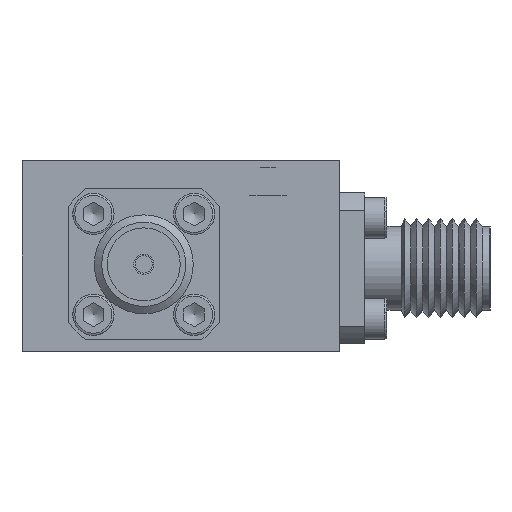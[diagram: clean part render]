
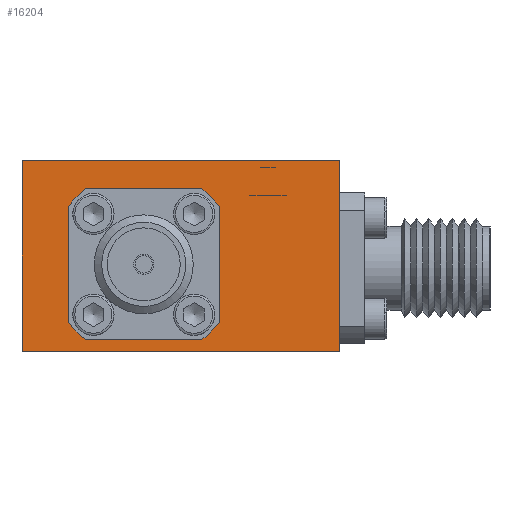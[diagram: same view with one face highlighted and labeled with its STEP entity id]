
A CAD part, left-side view. The second image highlights one B-rep face of the part: STEP entity #16204.
In plain terms, the highlighted planar face has unit normal (-1, 0, 0).
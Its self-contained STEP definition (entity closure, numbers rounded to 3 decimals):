
#758=CIRCLE('',#16840,6.);
#759=CIRCLE('',#16843,6.);
#760=CIRCLE('',#16846,6.);
#761=CIRCLE('',#16849,6.);
#2323=ORIENTED_EDGE('',*,*,#3861,.F.);
#2324=ORIENTED_EDGE('',*,*,#3863,.F.);
#2325=ORIENTED_EDGE('',*,*,#3865,.F.);
#2326=ORIENTED_EDGE('',*,*,#3867,.F.);
#2327=ORIENTED_EDGE('',*,*,#3869,.F.);
#2328=ORIENTED_EDGE('',*,*,#3854,.F.);
#2329=ORIENTED_EDGE('',*,*,#3857,.F.);
#2330=ORIENTED_EDGE('',*,*,#3859,.F.);
#2331=ORIENTED_EDGE('',*,*,#4363,.T.);
#2332=ORIENTED_EDGE('',*,*,#3813,.F.);
#2333=ORIENTED_EDGE('',*,*,#4364,.F.);
#2334=ORIENTED_EDGE('',*,*,#4345,.T.);
#3813=EDGE_CURVE('',#5081,#5082,#6135,.T.);
#3854=EDGE_CURVE('',#5122,#5123,#6143,.T.);
#3857=EDGE_CURVE('',#5124,#5122,#758,.T.);
#3859=EDGE_CURVE('',#5125,#5124,#6147,.T.);
#3861=EDGE_CURVE('',#5126,#5125,#759,.T.);
#3863=EDGE_CURVE('',#5127,#5126,#6150,.T.);
#3865=EDGE_CURVE('',#5128,#5127,#760,.T.);
#3867=EDGE_CURVE('',#5129,#5128,#6153,.T.);
#3869=EDGE_CURVE('',#5123,#5129,#761,.T.);
#4345=EDGE_CURVE('',#5501,#5502,#6395,.T.);
#4363=EDGE_CURVE('',#5502,#5082,#6399,.T.);
#4364=EDGE_CURVE('',#5501,#5081,#6400,.T.);
#5081=VERTEX_POINT('',#21401);
#5082=VERTEX_POINT('',#21402);
#5122=VERTEX_POINT('',#21506);
#5123=VERTEX_POINT('',#21507);
#5124=VERTEX_POINT('',#21512);
#5125=VERTEX_POINT('',#21516);
#5126=VERTEX_POINT('',#21520);
#5127=VERTEX_POINT('',#21524);
#5128=VERTEX_POINT('',#21528);
#5129=VERTEX_POINT('',#21532);
#5501=VERTEX_POINT('',#22932);
#5502=VERTEX_POINT('',#22933);
#6135=LINE('',#21400,#6663);
#6143=LINE('',#21505,#6671);
#6147=LINE('',#21515,#6675);
#6150=LINE('',#21523,#6678);
#6153=LINE('',#21531,#6681);
#6395=LINE('',#22931,#6923);
#6399=LINE('',#22968,#6927);
#6400=LINE('',#22969,#6928);
#6663=VECTOR('',#18148,1000.);
#6671=VECTOR('',#18268,1000.);
#6675=VECTOR('',#18278,1000.);
#6678=VECTOR('',#18287,1000.);
#6681=VECTOR('',#18296,1000.);
#6923=VECTOR('',#19342,1000.);
#6927=VECTOR('',#19376,1000.);
#6928=VECTOR('',#19377,1000.);
#7659=EDGE_LOOP('',(#2323,#2324,#2325,#2326,#2327,#2328,#2329,#2330));
#7660=EDGE_LOOP('',(#2331,#2332,#2333,#2334));
#8965=FACE_BOUND('',#7659,.T.);
#8966=FACE_BOUND('',#7660,.T.);
#9981=PLANE('',#17264);
#16204=ADVANCED_FACE('',(#8965,#8966),#9981,.T.);
#16840=AXIS2_PLACEMENT_3D('',#21511,#18273,#18274);
#16843=AXIS2_PLACEMENT_3D('',#21519,#18282,#18283);
#16846=AXIS2_PLACEMENT_3D('',#21527,#18291,#18292);
#16849=AXIS2_PLACEMENT_3D('',#21535,#18300,#18301);
#17264=AXIS2_PLACEMENT_3D('',#22967,#19374,#19375);
#18148=DIRECTION('',(0.,1.,0.));
#18268=DIRECTION('',(0.,0.,-1.));
#18273=DIRECTION('',(-1.,0.,0.));
#18274=DIRECTION('',(0.,-1.,0.));
#18278=DIRECTION('',(0.,1.,0.));
#18282=DIRECTION('',(-1.,0.,0.));
#18283=DIRECTION('',(0.,-1.,0.));
#18287=DIRECTION('',(0.,0.,1.));
#18291=DIRECTION('',(-1.,0.,0.));
#18292=DIRECTION('',(0.,-1.,0.));
#18296=DIRECTION('',(0.,-1.,0.));
#18300=DIRECTION('',(-1.,0.,0.));
#18301=DIRECTION('',(0.,-1.,0.));
#19342=DIRECTION('',(0.,1.,0.));
#19374=DIRECTION('',(-1.,0.,0.));
#19375=DIRECTION('',(0.,0.,1.));
#19376=DIRECTION('',(0.,0.,-1.));
#19377=DIRECTION('',(0.,0.,-1.));
#21400=CARTESIAN_POINT('',(-62.,-10.,-7.));
#21401=CARTESIAN_POINT('',(-62.,-10.,-7.));
#21402=CARTESIAN_POINT('',(-62.,10.,-7.));
#21505=CARTESIAN_POINT('',(-62.,7.075,2.141));
#21506=CARTESIAN_POINT('',(-62.,7.075,2.141));
#21507=CARTESIAN_POINT('',(-62.,7.075,-5.191));
#21511=CARTESIAN_POINT('',(-62.,2.325,-1.525));
#21512=CARTESIAN_POINT('',(-62.,5.991,3.225));
#21515=CARTESIAN_POINT('',(-62.,-1.341,3.225));
#21516=CARTESIAN_POINT('',(-62.,-1.341,3.225));
#21519=CARTESIAN_POINT('',(-62.,2.325,-1.525));
#21520=CARTESIAN_POINT('',(-62.,-2.425,2.141));
#21523=CARTESIAN_POINT('',(-62.,-2.425,-5.191));
#21524=CARTESIAN_POINT('',(-62.,-2.425,-5.191));
#21527=CARTESIAN_POINT('',(-62.,2.325,-1.525));
#21528=CARTESIAN_POINT('',(-62.,-1.341,-6.275));
#21531=CARTESIAN_POINT('',(-62.,5.991,-6.275));
#21532=CARTESIAN_POINT('',(-62.,5.991,-6.275));
#21535=CARTESIAN_POINT('',(-62.,2.325,-1.525));
#22931=CARTESIAN_POINT('',(-62.,-10.,5.));
#22932=CARTESIAN_POINT('',(-62.,-10.,5.));
#22933=CARTESIAN_POINT('',(-62.,10.,5.));
#22967=CARTESIAN_POINT('',(-62.,-10.,5.));
#22968=CARTESIAN_POINT('',(-62.,10.,5.));
#22969=CARTESIAN_POINT('',(-62.,-10.,5.));
